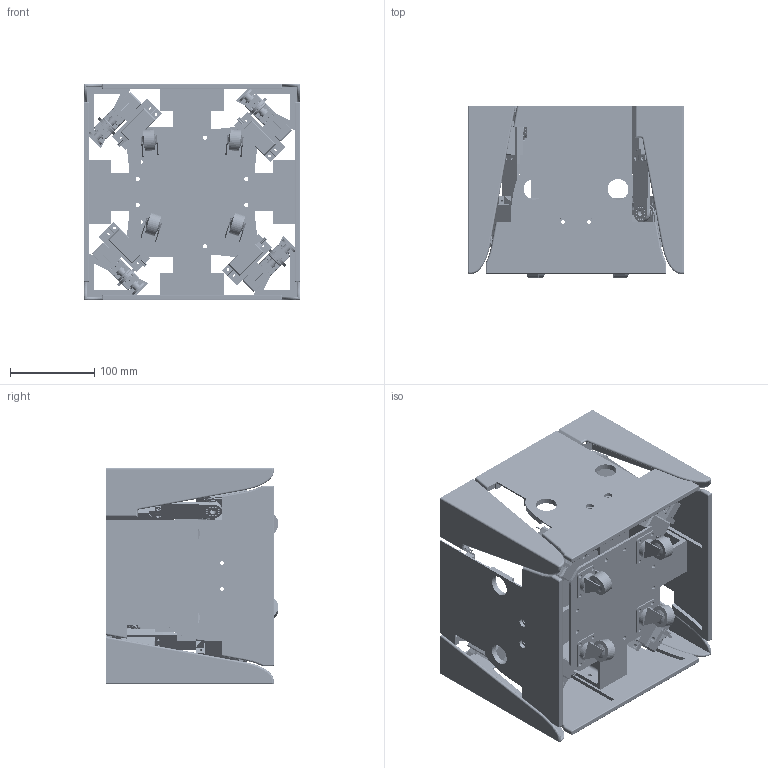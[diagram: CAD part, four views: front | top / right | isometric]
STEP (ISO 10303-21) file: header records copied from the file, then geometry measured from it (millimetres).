
FILE_DESCRIPTION (( 'STEP AP214' ), '1' );
FILE_NAME ('Robot_Assem.STEP', '2021-02-17T04:56:20', ( '' ), ( '' ), 'SwSTEP 2.0', 'SolidWorks 2020', '' );
FILE_SCHEMA (( 'AUTOMOTIVE_DESIGN' ));
Length unit declared in the file: millimetre
Products named in the file (46): Arm_Assem; LiPo_Battery; MG995_Servo; TowerPro-MG995_pulley; Top_Plate; TowerPro-MG995; Calf; Tower_Pro_MG995_Wheel_Assem; Plate_Support_Beam; Base_Plate; Caster_Wheel_Plate; Caster_Wheel_Assem; Servo_Bracket_Shoulder; Robot_Assem; Thigh; ShurikenStarO; Wall; Caster_Wheel
Assembly tree (103 placements, depth 5):
  Robot_Assem
    Base_Plate
    Caster_Wheel_Assem
      Caster_Wheel_Plate
      Caster_Wheel
    Caster_Wheel_Assem
      Caster_Wheel_Plate
      Caster_Wheel
    Caster_Wheel_Assem
      Caster_Wheel_Plate
      Caster_Wheel
    Caster_Wheel_Assem
      Caster_Wheel_Plate
      Caster_Wheel
    Plate_Support_Beam  x4
    Top_Plate
    Arm_Assem
      Tower_Pro_MG995_Wheel_Assem
        MG995_Servo
          TowerPro-MG995
          TowerPro-MG995_pulley
        ShurikenStarO
      Tower_Pro_MG995_Wheel_Assem
        MG995_Servo
          TowerPro-MG995
          TowerPro-MG995_pulley
        ShurikenStarO
      Servo_Bracket_Shoulder  x2
      Thigh
      Tower_Pro_MG995_Wheel_Assem
        MG995_Servo
          TowerPro-MG995
          TowerPro-MG995_pulley
        ShurikenStarO
      Calf
    LiPo_Battery
    Arm_Assem
      Tower_Pro_MG995_Wheel_Assem
        MG995_Servo
          TowerPro-MG995
          TowerPro-MG995_pulley
        ShurikenStarO
      Tower_Pro_MG995_Wheel_Assem
        MG995_Servo
          TowerPro-MG995
          TowerPro-MG995_pulley
        ShurikenStarO
      Servo_Bracket_Shoulder  x2
      Thigh
      Tower_Pro_MG995_Wheel_Assem
        MG995_Servo
          TowerPro-MG995
          TowerPro-MG995_pulley
        ShurikenStarO
      Calf
    Arm_Assem
      Tower_Pro_MG995_Wheel_Assem
        MG995_Servo
          TowerPro-MG995
          TowerPro-MG995_pulley
Bounding box: 257.7 x 205.4 x 257.7 mm (x, y, z)
Volume: 1847096 mm3; surface area: 865143.4 mm2
Topology: 75 solids, 75 shells, 4822 faces, 12904 edges, 8388 vertices
Faces by surface type: cylinder 2324, plane 2222, torus 104, bspline 72, sphere 52, cone 48
Entity records: 30964 total; most frequent: CARTESIAN_POINT 5835, DIRECTION 5132, ORIENTED_EDGE 4564, EDGE_CURVE 2282, AXIS2_PLACEMENT_3D 1958, VERTEX_POINT 1493, LINE 1216, VECTOR 1216
